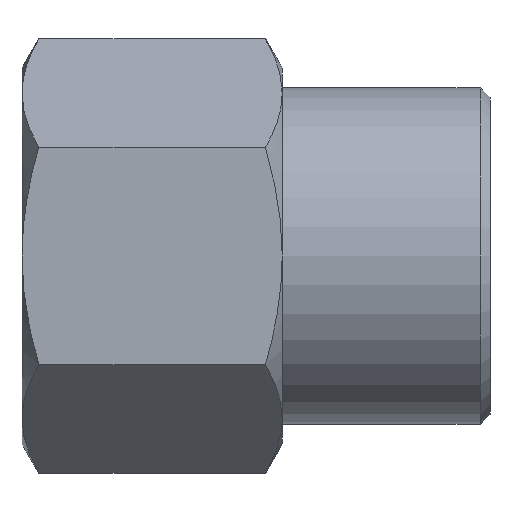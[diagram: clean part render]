
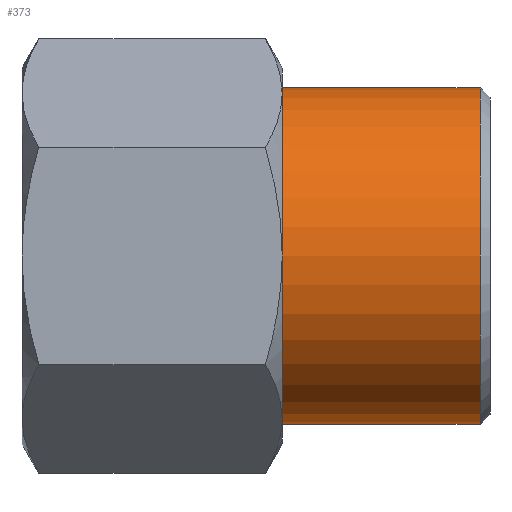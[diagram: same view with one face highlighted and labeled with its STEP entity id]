
A CAD part, front view. The second image highlights one B-rep face of the part: STEP entity #373.
In plain terms, the highlighted cylindrical face has radius 17 mm (diameter 34 mm), a full revolution.
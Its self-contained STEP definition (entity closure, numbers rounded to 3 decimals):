
#19=CYLINDRICAL_SURFACE('',#437,17.);
#27=LINE('',#697,#37);
#37=VECTOR('',#531,17.);
#68=FACE_OUTER_BOUND('',#94,.T.);
#94=EDGE_LOOP('',(#308,#309,#310,#311,#312));
#119=CIRCLE('',#435,17.);
#120=CIRCLE('',#436,17.);
#121=CIRCLE('',#438,17.);
#175=VERTEX_POINT('',#690);
#176=VERTEX_POINT('',#692);
#177=VERTEX_POINT('',#696);
#226=EDGE_CURVE('',#175,#176,#119,.T.);
#227=EDGE_CURVE('',#176,#175,#120,.T.);
#228=EDGE_CURVE('',#176,#177,#27,.T.);
#229=EDGE_CURVE('',#177,#177,#121,.T.);
#308=ORIENTED_EDGE('',*,*,#226,.F.);
#309=ORIENTED_EDGE('',*,*,#227,.F.);
#310=ORIENTED_EDGE('',*,*,#228,.T.);
#311=ORIENTED_EDGE('',*,*,#229,.F.);
#312=ORIENTED_EDGE('',*,*,#228,.F.);
#373=ADVANCED_FACE('',(#68),#19,.T.);
#435=AXIS2_PLACEMENT_3D('',#693,#525,#526);
#436=AXIS2_PLACEMENT_3D('',#694,#527,#528);
#437=AXIS2_PLACEMENT_3D('',#695,#529,#530);
#438=AXIS2_PLACEMENT_3D('',#698,#532,#533);
#525=DIRECTION('center_axis',(1.,0.,0.));
#526=DIRECTION('ref_axis',(0.,0.,1.));
#527=DIRECTION('center_axis',(1.,0.,0.));
#528=DIRECTION('ref_axis',(0.,0.,1.));
#529=DIRECTION('center_axis',(1.,0.,0.));
#530=DIRECTION('ref_axis',(0.,0.,-1.));
#531=DIRECTION('',(-1.,0.,0.));
#532=DIRECTION('center_axis',(-1.,0.,0.));
#533=DIRECTION('ref_axis',(0.,0.,-1.));
#690=CARTESIAN_POINT('',(46.3,0.,-17.));
#692=CARTESIAN_POINT('',(46.3,0.,17.));
#693=CARTESIAN_POINT('Origin',(46.3,0.,0.));
#694=CARTESIAN_POINT('Origin',(46.3,0.,0.));
#695=CARTESIAN_POINT('Origin',(26.3,0.,0.));
#696=CARTESIAN_POINT('',(26.3,0.,17.));
#697=CARTESIAN_POINT('',(26.3,0.,17.));
#698=CARTESIAN_POINT('Origin',(26.3,0.,0.));
